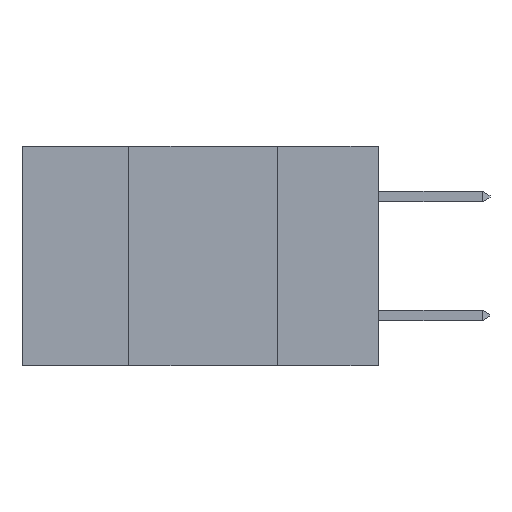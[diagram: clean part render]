
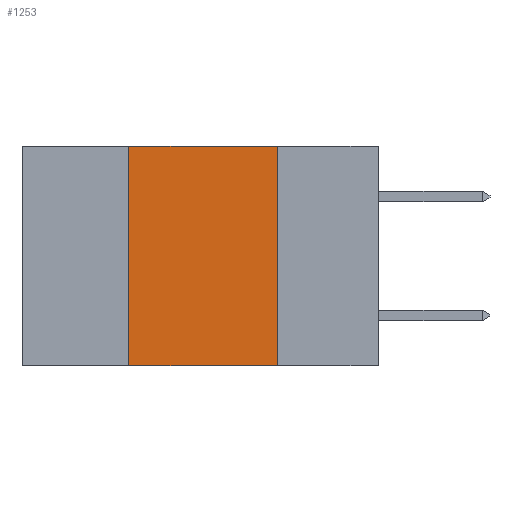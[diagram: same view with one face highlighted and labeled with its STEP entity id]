
A CAD part, left-side view. The second image highlights one B-rep face of the part: STEP entity #1253.
In plain terms, the highlighted planar face has unit normal (-1, 0, 0).
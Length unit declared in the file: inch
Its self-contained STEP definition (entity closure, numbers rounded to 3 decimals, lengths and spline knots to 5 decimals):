
#141 = EDGE_LOOP ( 'NONE', ( #3074, #3804, #3451, #8810 ) ) ;
#470 = VERTEX_POINT ( 'NONE', #8212 ) ;
#631 = EDGE_CURVE ( 'NONE', #470, #2479, #3893, .T. ) ;
#654 = DIRECTION ( 'NONE',  ( 0., 0., -1. ) ) ;
#811 = VECTOR ( 'NONE', #7488, 39.37008 ) ;
#1253 = ADVANCED_FACE ( 'NONE', ( #4443 ), #1503, .F. ) ;
#1503 = PLANE ( 'NONE',  #11278 ) ;
#1513 = CARTESIAN_POINT ( 'NONE',  ( 0., 0.6, 0. ) ) ;
#1789 = VECTOR ( 'NONE', #9944, 39.37008 ) ;
#1808 = CARTESIAN_POINT ( 'NONE',  ( 0., 0.17, 0. ) ) ;
#2143 = CARTESIAN_POINT ( 'NONE',  ( 0., 0.17, -0.37 ) ) ;
#2303 = EDGE_CURVE ( 'NONE', #6762, #3774, #2497, .T. ) ;
#2479 = VERTEX_POINT ( 'NONE', #10438 ) ;
#2497 = LINE ( 'NONE', #9539, #1789 ) ;
#3074 = ORIENTED_EDGE ( 'NONE', *, *, #13595, .F. ) ;
#3451 = ORIENTED_EDGE ( 'NONE', *, *, #3953, .F. ) ;
#3774 = VERTEX_POINT ( 'NONE', #2143 ) ;
#3804 = ORIENTED_EDGE ( 'NONE', *, *, #631, .F. ) ;
#3878 = DIRECTION ( 'NONE',  ( 1., 0., 0. ) ) ;
#3893 = LINE ( 'NONE', #5630, #811 ) ;
#3953 = EDGE_CURVE ( 'NONE', #6762, #470, #12121, .T. ) ;
#4254 = VECTOR ( 'NONE', #654, 39.37008 ) ;
#4443 = FACE_OUTER_BOUND ( 'NONE', #141, .T. ) ;
#5513 = CARTESIAN_POINT ( 'NONE',  ( 0., 0.42, -0.37 ) ) ;
#5630 = CARTESIAN_POINT ( 'NONE',  ( 0., 0.6, 0. ) ) ;
#6762 = VERTEX_POINT ( 'NONE', #5513 ) ;
#7488 = DIRECTION ( 'NONE',  ( 0., -1., 0. ) ) ;
#8212 = CARTESIAN_POINT ( 'NONE',  ( 0., 0.42, 0. ) ) ;
#8810 = ORIENTED_EDGE ( 'NONE', *, *, #2303, .T. ) ;
#9176 = DIRECTION ( 'NONE',  ( 0., 0., -1. ) ) ;
#9408 = CARTESIAN_POINT ( 'NONE',  ( 0., 0.42, 0. ) ) ;
#9539 = CARTESIAN_POINT ( 'NONE',  ( 0., 0.6, -0.37 ) ) ;
#9944 = DIRECTION ( 'NONE',  ( 0., -1., 0. ) ) ;
#10438 = CARTESIAN_POINT ( 'NONE',  ( 0., 0.17, 0. ) ) ;
#11278 = AXIS2_PLACEMENT_3D ( 'NONE', #1513, #3878, #9176 ) ;
#11476 = VECTOR ( 'NONE', #13656, 39.37008 ) ;
#12121 = LINE ( 'NONE', #9408, #11476 ) ;
#12185 = LINE ( 'NONE', #1808, #4254 ) ;
#13595 = EDGE_CURVE ( 'NONE', #2479, #3774, #12185, .T. ) ;
#13656 = DIRECTION ( 'NONE',  ( 0., 0., 1. ) ) ;
